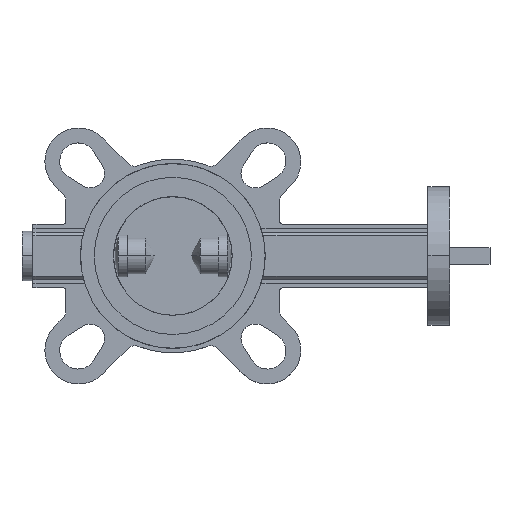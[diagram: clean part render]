
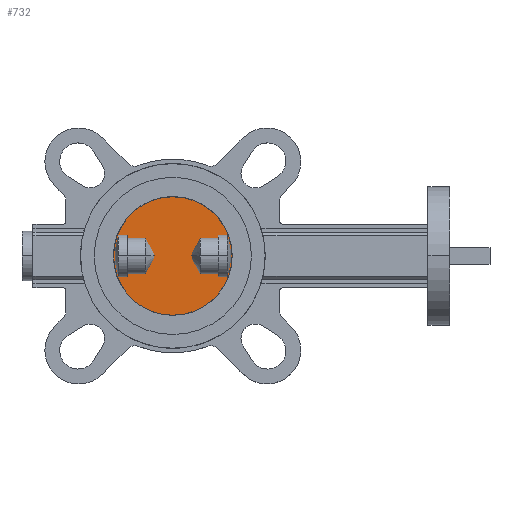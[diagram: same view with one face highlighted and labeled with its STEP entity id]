
A CAD part, top view. The second image highlights one B-rep face of the part: STEP entity #732.
In plain terms, the highlighted planar face has unit normal (0, 0, 1).
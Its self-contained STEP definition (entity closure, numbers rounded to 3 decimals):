
#230 = VERTEX_POINT ( 'NONE', #3698 ) ;
#296 = ORIENTED_EDGE ( 'NONE', *, *, #4809, .T. ) ;
#307 = CARTESIAN_POINT ( 'NONE',  ( 0., 0., 2.05 ) ) ;
#537 = ORIENTED_EDGE ( 'NONE', *, *, #5326, .T. ) ;
#704 = DIRECTION ( 'NONE',  ( 0., 0., 1. ) ) ;
#732 = ADVANCED_FACE ( 'NONE', ( #3120 ), #3090, .T. ) ;
#737 = DIRECTION ( 'NONE',  ( 1., 0., 0. ) ) ;
#967 = EDGE_LOOP ( 'NONE', ( #537, #296 ) ) ;
#1189 = CARTESIAN_POINT ( 'NONE',  ( 0., 0., 2.05 ) ) ;
#2047 = CARTESIAN_POINT ( 'NONE',  ( 0., 0., 2.05 ) ) ;
#2128 = DIRECTION ( 'NONE',  ( 1., 0., 0. ) ) ;
#2502 = DIRECTION ( 'NONE',  ( 1., 0., 0. ) ) ;
#2755 = CIRCLE ( 'NONE', #5259, 32.4 ) ;
#3090 = PLANE ( 'NONE',  #4915 ) ;
#3120 = FACE_OUTER_BOUND ( 'NONE', #967, .T. ) ;
#3698 = CARTESIAN_POINT ( 'NONE',  ( -32.4, 0., 2.05 ) ) ;
#3722 = CIRCLE ( 'NONE', #5653, 32.4 ) ;
#3830 = VERTEX_POINT ( 'NONE', #5804 ) ;
#3894 = DIRECTION ( 'NONE',  ( 0., 0., 1. ) ) ;
#4007 = DIRECTION ( 'NONE',  ( 0., 0., 1. ) ) ;
#4809 = EDGE_CURVE ( 'NONE', #3830, #230, #2755, .T. ) ;
#4915 = AXIS2_PLACEMENT_3D ( 'NONE', #1189, #704, #737 ) ;
#5259 = AXIS2_PLACEMENT_3D ( 'NONE', #307, #4007, #2128 ) ;
#5326 = EDGE_CURVE ( 'NONE', #230, #3830, #3722, .T. ) ;
#5653 = AXIS2_PLACEMENT_3D ( 'NONE', #2047, #3894, #2502 ) ;
#5804 = CARTESIAN_POINT ( 'NONE',  ( 32.4, 0., 2.05 ) ) ;
